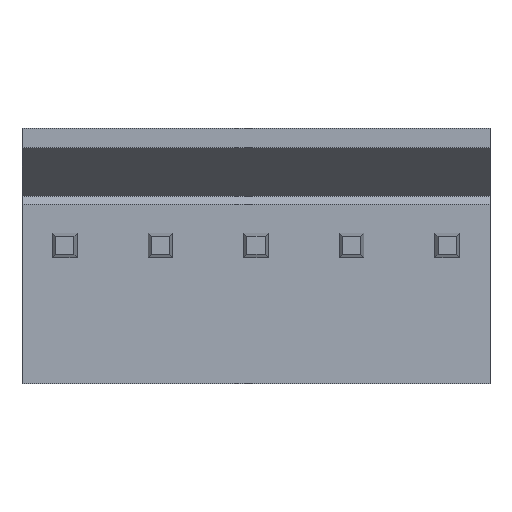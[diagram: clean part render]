
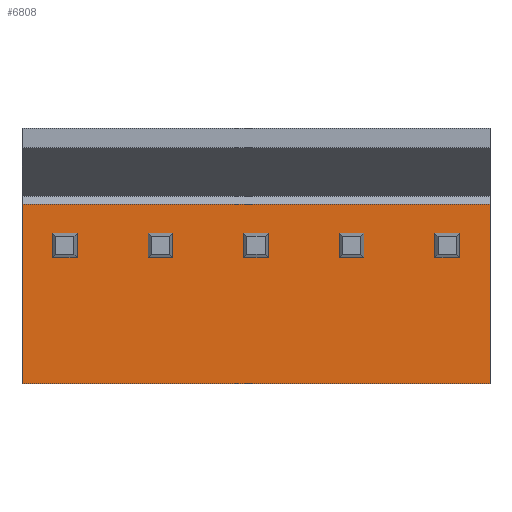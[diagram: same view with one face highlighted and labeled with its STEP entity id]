
A CAD part, top view. The second image highlights one B-rep face of the part: STEP entity #6808.
In plain terms, the highlighted planar face has unit normal (0, 0, 1).
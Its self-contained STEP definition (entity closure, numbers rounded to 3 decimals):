
#478=ORIENTED_EDGE('',*,*,#1818,.T.);
#479=ORIENTED_EDGE('',*,*,#1819,.T.);
#480=ORIENTED_EDGE('',*,*,#1820,.T.);
#481=ORIENTED_EDGE('',*,*,#1821,.T.);
#482=ORIENTED_EDGE('',*,*,#1822,.T.);
#483=ORIENTED_EDGE('',*,*,#1823,.T.);
#484=ORIENTED_EDGE('',*,*,#1824,.T.);
#485=ORIENTED_EDGE('',*,*,#1825,.T.);
#486=ORIENTED_EDGE('',*,*,#1826,.T.);
#487=ORIENTED_EDGE('',*,*,#1827,.T.);
#488=ORIENTED_EDGE('',*,*,#1828,.T.);
#489=ORIENTED_EDGE('',*,*,#1829,.T.);
#490=ORIENTED_EDGE('',*,*,#1830,.T.);
#491=ORIENTED_EDGE('',*,*,#1831,.T.);
#492=ORIENTED_EDGE('',*,*,#1832,.T.);
#493=ORIENTED_EDGE('',*,*,#1833,.T.);
#494=ORIENTED_EDGE('',*,*,#1834,.T.);
#495=ORIENTED_EDGE('',*,*,#1835,.T.);
#496=ORIENTED_EDGE('',*,*,#1836,.T.);
#497=ORIENTED_EDGE('',*,*,#1837,.T.);
#498=ORIENTED_EDGE('',*,*,#1838,.T.);
#499=ORIENTED_EDGE('',*,*,#1839,.T.);
#500=ORIENTED_EDGE('',*,*,#1840,.F.);
#501=ORIENTED_EDGE('',*,*,#1841,.F.);
#1818=EDGE_CURVE('',#2496,#2497,#2964,.T.);
#1819=EDGE_CURVE('',#2497,#2498,#2965,.T.);
#1820=EDGE_CURVE('',#2498,#2499,#2966,.T.);
#1821=EDGE_CURVE('',#2499,#2496,#2967,.T.);
#1822=EDGE_CURVE('',#2500,#2501,#2968,.T.);
#1823=EDGE_CURVE('',#2501,#2502,#2969,.T.);
#1824=EDGE_CURVE('',#2502,#2503,#2970,.T.);
#1825=EDGE_CURVE('',#2503,#2500,#2971,.T.);
#1826=EDGE_CURVE('',#2504,#2505,#2972,.T.);
#1827=EDGE_CURVE('',#2505,#2506,#2973,.T.);
#1828=EDGE_CURVE('',#2506,#2507,#2974,.T.);
#1829=EDGE_CURVE('',#2507,#2504,#2975,.T.);
#1830=EDGE_CURVE('',#2508,#2509,#2976,.T.);
#1831=EDGE_CURVE('',#2509,#2510,#2977,.T.);
#1832=EDGE_CURVE('',#2510,#2511,#2978,.T.);
#1833=EDGE_CURVE('',#2511,#2508,#2979,.T.);
#1834=EDGE_CURVE('',#2512,#2513,#2980,.T.);
#1835=EDGE_CURVE('',#2513,#2514,#2981,.T.);
#1836=EDGE_CURVE('',#2514,#2515,#2982,.T.);
#1837=EDGE_CURVE('',#2515,#2512,#2983,.T.);
#1838=EDGE_CURVE('',#2516,#2517,#2984,.T.);
#1839=EDGE_CURVE('',#2517,#2518,#2985,.T.);
#1840=EDGE_CURVE('',#2519,#2518,#2986,.T.);
#1841=EDGE_CURVE('',#2516,#2519,#2987,.T.);
#2496=VERTEX_POINT('',#8502);
#2497=VERTEX_POINT('',#8503);
#2498=VERTEX_POINT('',#8505);
#2499=VERTEX_POINT('',#8507);
#2500=VERTEX_POINT('',#8510);
#2501=VERTEX_POINT('',#8511);
#2502=VERTEX_POINT('',#8513);
#2503=VERTEX_POINT('',#8515);
#2504=VERTEX_POINT('',#8518);
#2505=VERTEX_POINT('',#8519);
#2506=VERTEX_POINT('',#8521);
#2507=VERTEX_POINT('',#8523);
#2508=VERTEX_POINT('',#8526);
#2509=VERTEX_POINT('',#8527);
#2510=VERTEX_POINT('',#8529);
#2511=VERTEX_POINT('',#8531);
#2512=VERTEX_POINT('',#8534);
#2513=VERTEX_POINT('',#8535);
#2514=VERTEX_POINT('',#8537);
#2515=VERTEX_POINT('',#8539);
#2516=VERTEX_POINT('',#8542);
#2517=VERTEX_POINT('',#8543);
#2518=VERTEX_POINT('',#8545);
#2519=VERTEX_POINT('',#8547);
#2964=LINE('',#8501,#3388);
#2965=LINE('',#8504,#3389);
#2966=LINE('',#8506,#3390);
#2967=LINE('',#8508,#3391);
#2968=LINE('',#8509,#3392);
#2969=LINE('',#8512,#3393);
#2970=LINE('',#8514,#3394);
#2971=LINE('',#8516,#3395);
#2972=LINE('',#8517,#3396);
#2973=LINE('',#8520,#3397);
#2974=LINE('',#8522,#3398);
#2975=LINE('',#8524,#3399);
#2976=LINE('',#8525,#3400);
#2977=LINE('',#8528,#3401);
#2978=LINE('',#8530,#3402);
#2979=LINE('',#8532,#3403);
#2980=LINE('',#8533,#3404);
#2981=LINE('',#8536,#3405);
#2982=LINE('',#8538,#3406);
#2983=LINE('',#8540,#3407);
#2984=LINE('',#8541,#3408);
#2985=LINE('',#8544,#3409);
#2986=LINE('',#8546,#3410);
#2987=LINE('',#8548,#3411);
#3388=VECTOR('',#7504,1000.);
#3389=VECTOR('',#7505,1000.);
#3390=VECTOR('',#7506,1000.);
#3391=VECTOR('',#7507,1000.);
#3392=VECTOR('',#7508,1000.);
#3393=VECTOR('',#7509,1000.);
#3394=VECTOR('',#7510,1000.);
#3395=VECTOR('',#7511,1000.);
#3396=VECTOR('',#7512,1000.);
#3397=VECTOR('',#7513,1000.);
#3398=VECTOR('',#7514,1000.);
#3399=VECTOR('',#7515,1000.);
#3400=VECTOR('',#7516,1000.);
#3401=VECTOR('',#7517,1000.);
#3402=VECTOR('',#7518,1000.);
#3403=VECTOR('',#7519,1000.);
#3404=VECTOR('',#7520,1000.);
#3405=VECTOR('',#7521,1000.);
#3406=VECTOR('',#7522,1000.);
#3407=VECTOR('',#7523,1000.);
#3408=VECTOR('',#7524,1000.);
#3409=VECTOR('',#7525,1000.);
#3410=VECTOR('',#7526,1000.);
#3411=VECTOR('',#7527,1000.);
#3767=EDGE_LOOP('',(#478,#479,#480,#481));
#3768=EDGE_LOOP('',(#482,#483,#484,#485));
#3769=EDGE_LOOP('',(#486,#487,#488,#489));
#3770=EDGE_LOOP('',(#490,#491,#492,#493));
#3771=EDGE_LOOP('',(#494,#495,#496,#497));
#3772=EDGE_LOOP('',(#498,#499,#500,#501));
#4101=FACE_BOUND('',#3767,.T.);
#4102=FACE_BOUND('',#3768,.T.);
#4103=FACE_BOUND('',#3769,.T.);
#4104=FACE_BOUND('',#3770,.T.);
#4105=FACE_BOUND('',#3771,.T.);
#4106=FACE_BOUND('',#3772,.T.);
#4425=PLANE('',#7136);
#6808=ADVANCED_FACE('',(#4101,#4102,#4103,#4104,#4105,#4106),#4425,.T.);
#7136=AXIS2_PLACEMENT_3D('',#8500,#7502,#7503);
#7502=DIRECTION('',(0.,0.,1.));
#7503=DIRECTION('',(1.,0.,0.));
#7504=DIRECTION('',(0.,-1.,0.));
#7505=DIRECTION('',(-1.,0.,0.));
#7506=DIRECTION('',(0.,1.,0.));
#7507=DIRECTION('',(1.,0.,0.));
#7508=DIRECTION('',(0.,-1.,0.));
#7509=DIRECTION('',(-1.,0.,0.));
#7510=DIRECTION('',(0.,1.,0.));
#7511=DIRECTION('',(1.,0.,0.));
#7512=DIRECTION('',(0.,-1.,0.));
#7513=DIRECTION('',(-1.,0.,0.));
#7514=DIRECTION('',(0.,1.,0.));
#7515=DIRECTION('',(1.,0.,0.));
#7516=DIRECTION('',(0.,-1.,0.));
#7517=DIRECTION('',(-1.,0.,0.));
#7518=DIRECTION('',(0.,1.,0.));
#7519=DIRECTION('',(1.,0.,0.));
#7520=DIRECTION('',(-1.,0.,0.));
#7521=DIRECTION('',(0.,1.,0.));
#7522=DIRECTION('',(1.,0.,0.));
#7523=DIRECTION('',(0.,-1.,0.));
#7524=DIRECTION('',(0.,1.,0.));
#7525=DIRECTION('',(-1.,0.,0.));
#7526=DIRECTION('',(0.,1.,0.));
#7527=DIRECTION('',(-1.,0.,0.));
#8500=CARTESIAN_POINT('',(9.698,-5.715,2.819));
#8501=CARTESIAN_POINT('',(8.428,0.508,2.819));
#8502=CARTESIAN_POINT('',(8.428,0.508,2.819));
#8503=CARTESIAN_POINT('',(8.428,-0.508,2.819));
#8504=CARTESIAN_POINT('',(8.428,-0.508,2.819));
#8505=CARTESIAN_POINT('',(7.412,-0.508,2.819));
#8506=CARTESIAN_POINT('',(7.412,-0.508,2.819));
#8507=CARTESIAN_POINT('',(7.412,0.508,2.819));
#8508=CARTESIAN_POINT('',(7.412,0.508,2.819));
#8509=CARTESIAN_POINT('',(4.468,0.508,2.819));
#8510=CARTESIAN_POINT('',(4.468,0.508,2.819));
#8511=CARTESIAN_POINT('',(4.468,-0.508,2.819));
#8512=CARTESIAN_POINT('',(4.468,-0.508,2.819));
#8513=CARTESIAN_POINT('',(3.452,-0.508,2.819));
#8514=CARTESIAN_POINT('',(3.452,-0.508,2.819));
#8515=CARTESIAN_POINT('',(3.452,0.508,2.819));
#8516=CARTESIAN_POINT('',(3.452,0.508,2.819));
#8517=CARTESIAN_POINT('',(0.508,0.508,2.819));
#8518=CARTESIAN_POINT('',(0.508,0.508,2.819));
#8519=CARTESIAN_POINT('',(0.508,-0.508,2.819));
#8520=CARTESIAN_POINT('',(0.508,-0.508,2.819));
#8521=CARTESIAN_POINT('',(-0.508,-0.508,2.819));
#8522=CARTESIAN_POINT('',(-0.508,-0.508,2.819));
#8523=CARTESIAN_POINT('',(-0.508,0.508,2.819));
#8524=CARTESIAN_POINT('',(-0.508,0.508,2.819));
#8525=CARTESIAN_POINT('',(-3.452,0.508,2.819));
#8526=CARTESIAN_POINT('',(-3.452,0.508,2.819));
#8527=CARTESIAN_POINT('',(-3.452,-0.508,2.819));
#8528=CARTESIAN_POINT('',(-3.452,-0.508,2.819));
#8529=CARTESIAN_POINT('',(-4.468,-0.508,2.819));
#8530=CARTESIAN_POINT('',(-4.468,-0.508,2.819));
#8531=CARTESIAN_POINT('',(-4.468,0.508,2.819));
#8532=CARTESIAN_POINT('',(-4.468,0.508,2.819));
#8533=CARTESIAN_POINT('',(-7.412,-0.508,2.819));
#8534=CARTESIAN_POINT('',(-7.412,-0.508,2.819));
#8535=CARTESIAN_POINT('',(-8.428,-0.508,2.819));
#8536=CARTESIAN_POINT('',(-8.428,-0.508,2.819));
#8537=CARTESIAN_POINT('',(-8.428,0.508,2.819));
#8538=CARTESIAN_POINT('',(-8.428,0.508,2.819));
#8539=CARTESIAN_POINT('',(-7.412,0.508,2.819));
#8540=CARTESIAN_POINT('',(-7.412,0.508,2.819));
#8541=CARTESIAN_POINT('',(9.698,-5.715,2.819));
#8542=CARTESIAN_POINT('',(9.698,-5.715,2.819));
#8543=CARTESIAN_POINT('',(9.698,1.725,2.819));
#8544=CARTESIAN_POINT('',(9.698,1.725,2.819));
#8545=CARTESIAN_POINT('',(-9.698,1.725,2.819));
#8546=CARTESIAN_POINT('',(-9.698,-5.715,2.819));
#8547=CARTESIAN_POINT('',(-9.698,-5.715,2.819));
#8548=CARTESIAN_POINT('',(9.698,-5.715,2.819));
